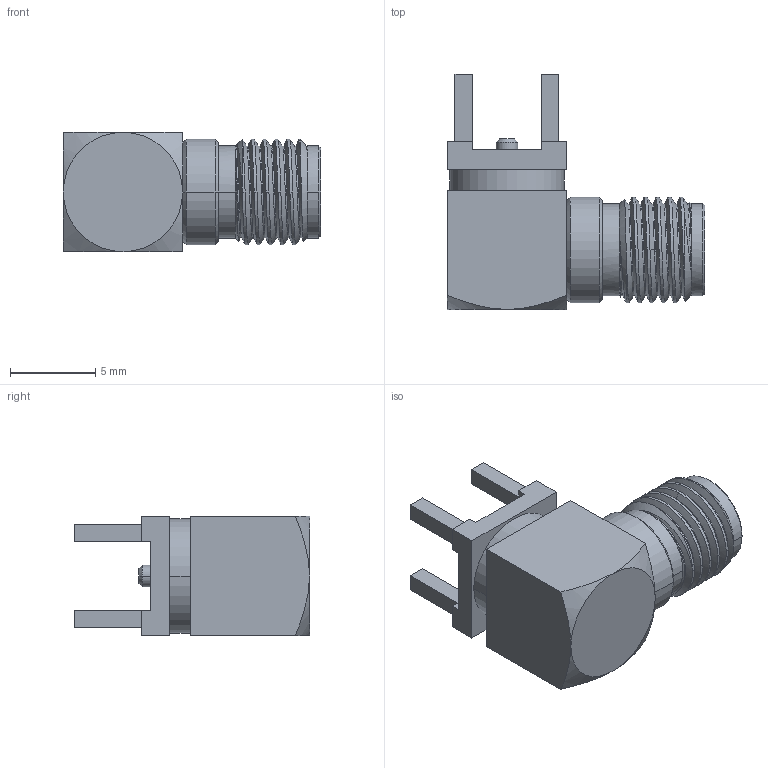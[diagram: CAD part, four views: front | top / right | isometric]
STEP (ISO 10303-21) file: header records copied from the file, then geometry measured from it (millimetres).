
FILE_DESCRIPTION((''),'2;1');
FILE_NAME('SMA6252A2-026-3GT50G-_SW0001','2019-11-27T',('Viji'),(''),'CREO PARAMETRIC BY PTC INC, 2018360','CREO PARAMETRIC BY PTC INC, 2018360','');
FILE_SCHEMA(('CONFIG_CONTROL_DESIGN'));
Length unit declared in the file: inch
Products named in the file (1): SMA6252A2-026-3GT50G-_SW0001
Bounding box: 15.1 x 13.8 x 7 mm (x, y, z)
Volume: 636.9 mm3; surface area: 692 mm2
Topology: 1 solids, 1 shells, 109 faces, 270 edges, 172 vertices
Faces by surface type: plane 51, cylinder 28, cone 24, bspline 6
Entity records: 5352 total; most frequent: CARTESIAN_POINT 2765, ORIENTED_EDGE 540, DIRECTION 504, EDGE_CURVE 270, AXIS2_PLACEMENT_3D 175, VERTEX_POINT 172, VECTOR 154, LINE 154
